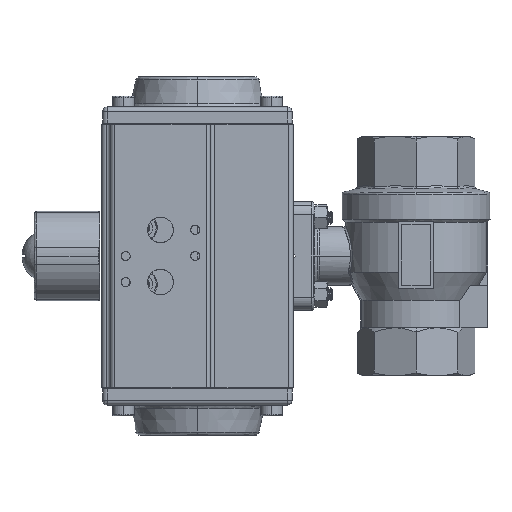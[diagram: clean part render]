
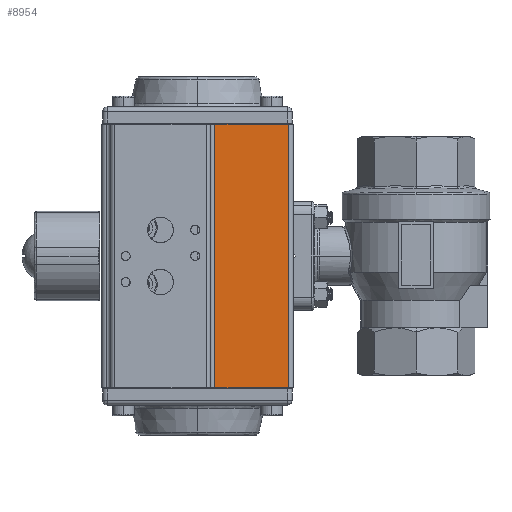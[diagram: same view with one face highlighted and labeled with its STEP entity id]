
A CAD part, left-side view. The second image highlights one B-rep face of the part: STEP entity #8954.
In plain terms, the highlighted planar face has unit normal (1, 0, 0).
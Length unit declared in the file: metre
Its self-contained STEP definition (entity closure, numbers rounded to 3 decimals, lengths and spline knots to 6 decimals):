
#3221 = EDGE_CURVE ( 'NONE', #33909, #54284, #9762, .T. ) ;
#4328 = LINE ( 'NONE', #49174, #12007 ) ;
#8954 = ADVANCED_FACE ( 'NONE', ( #10274 ), #37600, .T. ) ;
#9762 = LINE ( 'NONE', #25050, #13713 ) ;
#10274 = FACE_OUTER_BOUND ( 'NONE', #67555, .T. ) ;
#12007 = VECTOR ( 'NONE', #66274, 1. ) ;
#13713 = VECTOR ( 'NONE', #19638, 1. ) ;
#14445 = CARTESIAN_POINT ( 'NONE',  ( -0.038324, -0.06151, 0.1045 ) ) ;
#15180 = LINE ( 'NONE', #14445, #65828 ) ;
#19638 = DIRECTION ( 'NONE',  ( 0., -1., 0. ) ) ;
#24211 = ORIENTED_EDGE ( 'NONE', *, *, #24647, .T. ) ;
#24647 = EDGE_CURVE ( 'NONE', #56158, #33909, #42703, .T. ) ;
#25050 = CARTESIAN_POINT ( 'NONE',  ( -0.038324, -0.02751, 0.2255 ) ) ;
#25730 = DIRECTION ( 'NONE',  ( 0., 0., -1. ) ) ;
#26269 = DIRECTION ( 'NONE',  ( 0., 0., 1. ) ) ;
#29179 = CARTESIAN_POINT ( 'NONE',  ( -0.038324, -0.02751, 0.1045 ) ) ;
#30979 = VERTEX_POINT ( 'NONE', #35811 ) ;
#33909 = VERTEX_POINT ( 'NONE', #41866 ) ;
#33944 = DIRECTION ( 'NONE',  ( 0., 1., 0. ) ) ;
#35674 = ORIENTED_EDGE ( 'NONE', *, *, #64770, .T. ) ;
#35811 = CARTESIAN_POINT ( 'NONE',  ( -0.038324, -0.06151, 0.1045 ) ) ;
#37600 = PLANE ( 'NONE',  #71694 ) ;
#38294 = CARTESIAN_POINT ( 'NONE',  ( -0.038324, -0.02751, 0.1045 ) ) ;
#39027 = CARTESIAN_POINT ( 'NONE',  ( -0.038324, -0.06151, 0.2255 ) ) ;
#40461 = VECTOR ( 'NONE', #26269, 1. ) ;
#41866 = CARTESIAN_POINT ( 'NONE',  ( -0.038324, -0.02751, 0.2255 ) ) ;
#42703 = LINE ( 'NONE', #38294, #40461 ) ;
#49174 = CARTESIAN_POINT ( 'NONE',  ( -0.038324, -0.02751, 0.1045 ) ) ;
#52337 = EDGE_CURVE ( 'NONE', #30979, #56158, #4328, .T. ) ;
#54284 = VERTEX_POINT ( 'NONE', #39027 ) ;
#56158 = VERTEX_POINT ( 'NONE', #59987 ) ;
#59987 = CARTESIAN_POINT ( 'NONE',  ( -0.038324, -0.02751, 0.1045 ) ) ;
#62350 = DIRECTION ( 'NONE',  ( 1., 0., 0. ) ) ;
#64248 = ORIENTED_EDGE ( 'NONE', *, *, #3221, .T. ) ;
#64770 = EDGE_CURVE ( 'NONE', #54284, #30979, #15180, .T. ) ;
#65828 = VECTOR ( 'NONE', #25730, 1. ) ;
#66274 = DIRECTION ( 'NONE',  ( 0., 1., 0. ) ) ;
#67555 = EDGE_LOOP ( 'NONE', ( #24211, #64248, #35674, #68510 ) ) ;
#68510 = ORIENTED_EDGE ( 'NONE', *, *, #52337, .T. ) ;
#71694 = AXIS2_PLACEMENT_3D ( 'NONE', #29179, #62350, #33944 ) ;
